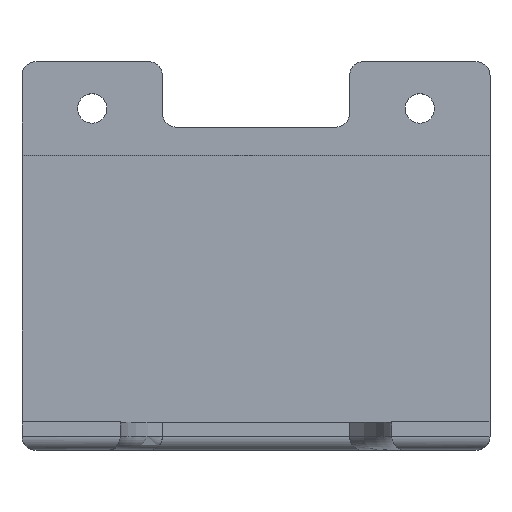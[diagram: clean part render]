
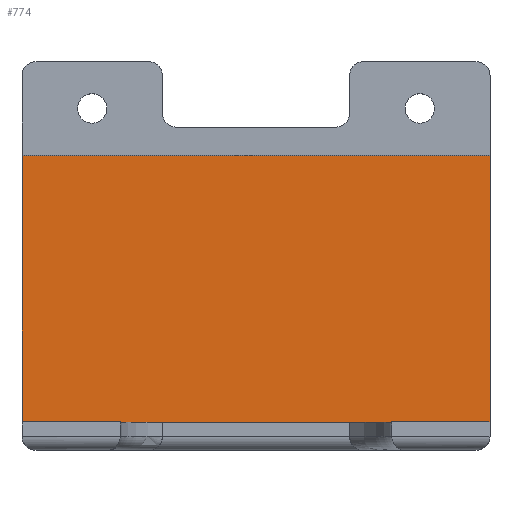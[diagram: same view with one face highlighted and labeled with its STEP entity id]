
A CAD part, top view. The second image highlights one B-rep face of the part: STEP entity #774.
In plain terms, the highlighted planar face has unit normal (0, 0, 1).
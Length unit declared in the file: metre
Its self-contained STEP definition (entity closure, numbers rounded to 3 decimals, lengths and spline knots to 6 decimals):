
#37=LINE('',#1206,#105);
#45=LINE('',#1224,#113);
#47=LINE('',#1228,#115);
#48=LINE('',#1229,#116);
#105=VECTOR('',#952,1.);
#113=VECTOR('',#964,1.);
#115=VECTOR('',#968,1.);
#116=VECTOR('',#969,1.);
#168=PLANE('',#843);
#210=ORIENTED_EDGE('',*,*,#431,.F.);
#211=ORIENTED_EDGE('',*,*,#433,.T.);
#212=ORIENTED_EDGE('',*,*,#423,.T.);
#213=ORIENTED_EDGE('',*,*,#434,.F.);
#423=EDGE_CURVE('',#535,#534,#37,.T.);
#431=EDGE_CURVE('',#542,#543,#45,.T.);
#433=EDGE_CURVE('',#542,#535,#47,.T.);
#434=EDGE_CURVE('',#543,#534,#48,.T.);
#534=VERTEX_POINT('',#1205);
#535=VERTEX_POINT('',#1207);
#542=VERTEX_POINT('',#1223);
#543=VERTEX_POINT('',#1225);
#632=EDGE_LOOP('',(#210,#211,#212,#213));
#692=FACE_BOUND('',#632,.T.);
#774=ADVANCED_FACE('',(#692),#168,.T.);
#843=AXIS2_PLACEMENT_3D('',#1227,#966,#967);
#952=DIRECTION('',(1.,0.,0.));
#964=DIRECTION('',(1.,0.,0.));
#966=DIRECTION('',(0.,0.,1.));
#967=DIRECTION('',(1.,0.,0.));
#968=DIRECTION('',(0.,-1.,0.));
#969=DIRECTION('',(0.,-1.,0.));
#1205=CARTESIAN_POINT('',(0.727,0.4635,0.01885));
#1206=CARTESIAN_POINT('',(0.676998,0.4635,0.01885));
#1207=CARTESIAN_POINT('',(0.677,0.4635,0.01885));
#1223=CARTESIAN_POINT('',(0.677,0.492,0.01885));
#1224=CARTESIAN_POINT('',(0.676998,0.492,0.01885));
#1225=CARTESIAN_POINT('',(0.727,0.492,0.01885));
#1227=CARTESIAN_POINT('',(0.676998,0.47775,0.01885));
#1228=CARTESIAN_POINT('',(0.677,0.47775,0.01885));
#1229=CARTESIAN_POINT('',(0.727,0.47775,0.01885));
